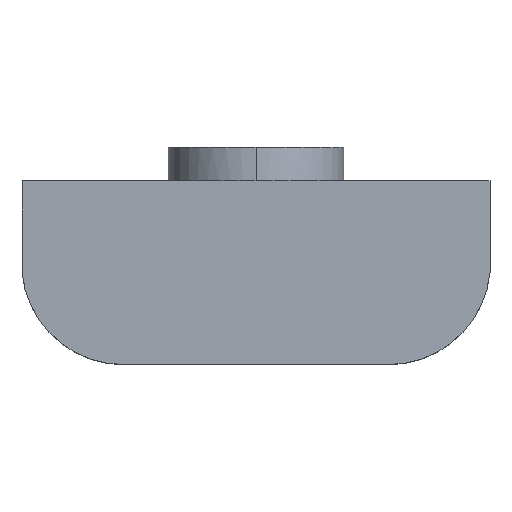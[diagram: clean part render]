
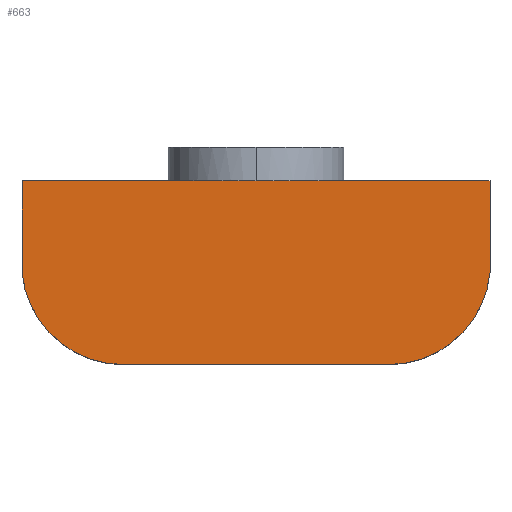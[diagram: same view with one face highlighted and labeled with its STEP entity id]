
A CAD part, top view. The second image highlights one B-rep face of the part: STEP entity #663.
In plain terms, the highlighted planar face has unit normal (0, 0, 1).
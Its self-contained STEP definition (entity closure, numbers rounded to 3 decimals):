
#40 = EDGE_CURVE ( 'NONE', #362, #152, #654, .T. ) ;
#41 = CARTESIAN_POINT ( 'NONE',  ( -70., 27.5, 35. ) ) ;
#54 = DIRECTION ( 'NONE',  ( 1., 0., 0. ) ) ;
#67 = CARTESIAN_POINT ( 'NONE',  ( -70., 27.5, 35. ) ) ;
#82 = ORIENTED_EDGE ( 'NONE', *, *, #510, .T. ) ;
#84 = EDGE_CURVE ( 'NONE', #343, #461, #144, .T. ) ;
#87 = ORIENTED_EDGE ( 'NONE', *, *, #647, .T. ) ;
#89 = EDGE_CURVE ( 'NONE', #362, #197, #412, .T. ) ;
#91 = AXIS2_PLACEMENT_3D ( 'NONE', #649, #135, #186 ) ;
#95 = CARTESIAN_POINT ( 'NONE',  ( -20.191, 27.5, 35. ) ) ;
#96 = EDGE_LOOP ( 'NONE', ( #408, #82, #98, #410, #87, #524, #102, #548 ) ) ;
#98 = ORIENTED_EDGE ( 'NONE', *, *, #84, .T. ) ;
#102 = ORIENTED_EDGE ( 'NONE', *, *, #110, .T. ) ;
#108 = CARTESIAN_POINT ( 'NONE',  ( -70., -27.5, 35. ) ) ;
#110 = EDGE_CURVE ( 'NONE', #417, #197, #212, .T. ) ;
#119 = VECTOR ( 'NONE', #475, 1000. ) ;
#135 = DIRECTION ( 'NONE',  ( 0., 0., 1. ) ) ;
#144 = LINE ( 'NONE', #258, #545 ) ;
#147 = LINE ( 'NONE', #41, #666 ) ;
#152 = VERTEX_POINT ( 'NONE', #349 ) ;
#161 = DIRECTION ( 'NONE',  ( 1., 0., 0. ) ) ;
#175 = CARTESIAN_POINT ( 'NONE',  ( -70., 27.5, 35. ) ) ;
#176 = LINE ( 'NONE', #67, #387 ) ;
#181 = AXIS2_PLACEMENT_3D ( 'NONE', #225, #676, #629 ) ;
#186 = DIRECTION ( 'NONE',  ( 1., 0., 0. ) ) ;
#197 = VERTEX_POINT ( 'NONE', #457 ) ;
#209 = VECTOR ( 'NONE', #161, 1000. ) ;
#212 = LINE ( 'NONE', #266, #119 ) ;
#225 = CARTESIAN_POINT ( 'NONE',  ( 39.684, 2.96, 35. ) ) ;
#229 = DIRECTION ( 'NONE',  ( -1., 0., 0. ) ) ;
#236 = PLANE ( 'NONE',  #91 ) ;
#258 = CARTESIAN_POINT ( 'NONE',  ( 70., 27.5, 35. ) ) ;
#262 = AXIS2_PLACEMENT_3D ( 'NONE', #525, #366, #54 ) ;
#266 = CARTESIAN_POINT ( 'NONE',  ( -70., 27.5, 35. ) ) ;
#270 = EDGE_CURVE ( 'NONE', #303, #417, #147, .T. ) ;
#303 = VERTEX_POINT ( 'NONE', #95 ) ;
#343 = VERTEX_POINT ( 'NONE', #621 ) ;
#349 = CARTESIAN_POINT ( 'NONE',  ( 39.684, -27.5, 35. ) ) ;
#362 = VERTEX_POINT ( 'NONE', #668 ) ;
#366 = DIRECTION ( 'NONE',  ( 0., 0., -1. ) ) ;
#380 = DIRECTION ( 'NONE',  ( -1., 0., 0. ) ) ;
#387 = VECTOR ( 'NONE', #380, 1000. ) ;
#395 = FACE_OUTER_BOUND ( 'NONE', #96, .T. ) ;
#408 = ORIENTED_EDGE ( 'NONE', *, *, #40, .T. ) ;
#410 = ORIENTED_EDGE ( 'NONE', *, *, #518, .T. ) ;
#412 = CIRCLE ( 'NONE', #262, 30.46 ) ;
#417 = VERTEX_POINT ( 'NONE', #175 ) ;
#419 = CIRCLE ( 'NONE', #181, 30.46 ) ;
#457 = CARTESIAN_POINT ( 'NONE',  ( -70., 0., 35. ) ) ;
#459 = VERTEX_POINT ( 'NONE', #481 ) ;
#461 = VERTEX_POINT ( 'NONE', #538 ) ;
#467 = DIRECTION ( 'NONE',  ( 0., 1., 0. ) ) ;
#471 = DIRECTION ( 'NONE',  ( -1., 0., 0. ) ) ;
#475 = DIRECTION ( 'NONE',  ( 0., -1., 0. ) ) ;
#481 = CARTESIAN_POINT ( 'NONE',  ( 20.191, 27.5, 35. ) ) ;
#486 = CARTESIAN_POINT ( 'NONE',  ( -70., 27.5, 35. ) ) ;
#510 = EDGE_CURVE ( 'NONE', #152, #343, #419, .T. ) ;
#518 = EDGE_CURVE ( 'NONE', #461, #459, #589, .T. ) ;
#524 = ORIENTED_EDGE ( 'NONE', *, *, #270, .T. ) ;
#525 = CARTESIAN_POINT ( 'NONE',  ( -39.684, 2.96, 35. ) ) ;
#529 = VECTOR ( 'NONE', #229, 1000. ) ;
#538 = CARTESIAN_POINT ( 'NONE',  ( 70., 27.5, 35. ) ) ;
#545 = VECTOR ( 'NONE', #467, 1000. ) ;
#548 = ORIENTED_EDGE ( 'NONE', *, *, #89, .F. ) ;
#589 = LINE ( 'NONE', #486, #529 ) ;
#621 = CARTESIAN_POINT ( 'NONE',  ( 70., 0., 35. ) ) ;
#629 = DIRECTION ( 'NONE',  ( 1., 0., 0. ) ) ;
#647 = EDGE_CURVE ( 'NONE', #459, #303, #176, .T. ) ;
#649 = CARTESIAN_POINT ( 'NONE',  ( 0., 0., 35. ) ) ;
#654 = LINE ( 'NONE', #108, #209 ) ;
#663 = ADVANCED_FACE ( 'NONE', ( #395 ), #236, .T. ) ;
#666 = VECTOR ( 'NONE', #471, 1000. ) ;
#668 = CARTESIAN_POINT ( 'NONE',  ( -39.684, -27.5, 35. ) ) ;
#676 = DIRECTION ( 'NONE',  ( 0., 0., 1. ) ) ;
